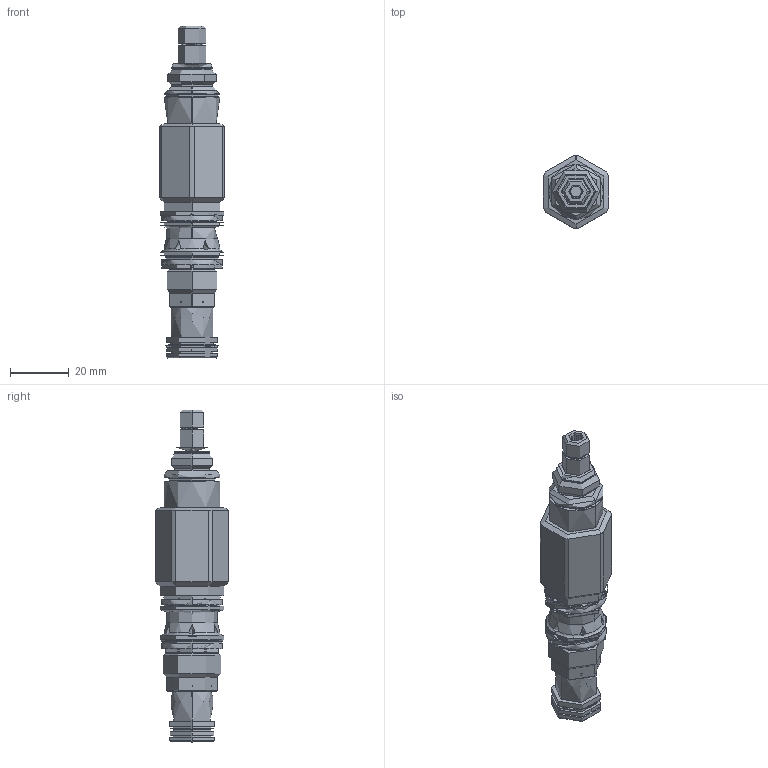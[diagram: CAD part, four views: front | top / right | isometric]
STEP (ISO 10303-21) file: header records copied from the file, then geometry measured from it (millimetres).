
FILE_DESCRIPTION((''),'2;1');
FILE_NAME('DRBALAN_SW','2022-05-18T13:31:12',('SigMax'),(''),'CREO PARAMETRIC BY PTC INC, 2021072','CREO PARAMETRIC BY PTC INC, 2021072','');
FILE_SCHEMA(('AUTOMOTIVE_DESIGN { 1 0 10303 214 1 1 1 1 }'));
Length unit declared in the file: inch
Products named in the file (1): DRBALAN_SW
Bounding box: 22.23 x 24.84 x 113.49 mm (x, y, z)
Topology: 0 solids, 0 shells, 293 faces, 1426 edges, 1391 vertices
Faces by surface type: cylinder 122, plane 62, torus 51, cone 48, revolution 10
Entity records: 31108 total; most frequent: CARTESIAN_POINT 16006, DIRECTION 2472, TRIMMED_CURVE 1555, DEFINITIONAL_REPRESENTATION 1358, PCURVE 1358, COMPOSITE_CURVE_SEGMENT 1358, VECTOR 1214, LINE 1214
